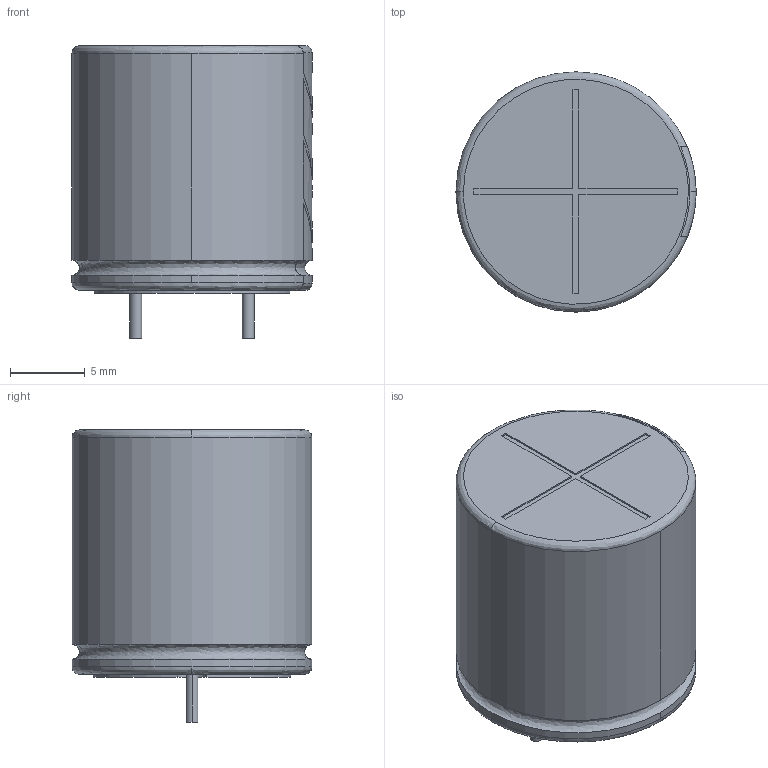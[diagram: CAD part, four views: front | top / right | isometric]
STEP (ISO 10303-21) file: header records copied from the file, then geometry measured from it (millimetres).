
FILE_DESCRIPTION (( 'STEP AP214' ), '1' );
FILE_NAME ('User Library-CAPAER_D160_L165_P075_W008X030.STEP', '2019-11-15T19:29:46', ( '' ), ( '' ), 'SwSTEP 2.0', 'SolidWorks 2019', '' );
FILE_SCHEMA (( 'AUTOMOTIVE_DESIGN' ));
Length unit declared in the file: millimetre
Products named in the file (2): CAPAER_D160_L165_P075_W008X030; User Library-CAPAER_D160_L165_P075_W008X030
Assembly tree (1 placements, depth 2):
  User Library-CAPAER_D160_L165_P075_W008X030
    CAPAER_D160_L165_P075_W008X030
Bounding box: 16.01 x 16 x 19.51 mm (x, y, z)
Volume: 3275.1 mm3; surface area: 1274.7 mm2
Topology: 1 solids, 1 shells, 93 faces, 241 edges, 160 vertices
Faces by surface type: plane 49, cylinder 31, bspline 11, cone 2
Entity records: 3706 total; most frequent: CARTESIAN_POINT 959, ORIENTED_EDGE 482, DIRECTION 420, EDGE_CURVE 241, VERTEX_POINT 160, AXIS2_PLACEMENT_3D 145, LINE 130, VECTOR 130
